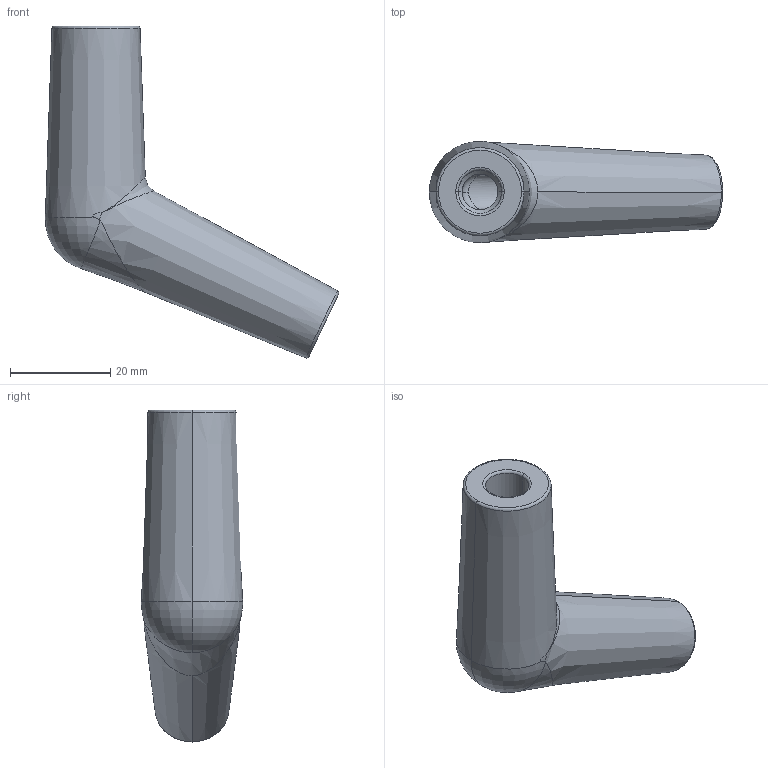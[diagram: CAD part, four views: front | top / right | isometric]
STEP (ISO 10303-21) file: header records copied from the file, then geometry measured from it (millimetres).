
FILE_DESCRIPTION (( 'STEP AP203' ), '1' );
FILE_NAME ('AB15.STEP', '2019-10-30T13:05:31', ( 'tempuser' ), ( 'Microsoft' ), 'SwSTEP 2.0', 'SolidWorks 2019', '' );
FILE_SCHEMA (( 'CONFIG_CONTROL_DESIGN' ));
Length unit declared in the file: inch
Products named in the file (1): AB15
Bounding box: 58.45 x 20.19 x 66.15 mm (x, y, z)
Volume: 18703.3 mm3; surface area: 7460.9 mm2
Topology: 1 solids, 1 shells, 58 faces, 136 edges, 72 vertices
Faces by surface type: torus 14, cylinder 14, bspline 13, cone 12, sphere 3, plane 2
Entity records: 3335 total; most frequent: CARTESIAN_POINT 2069, ORIENTED_EDGE 256, DIRECTION 248, EDGE_CURVE 128, AXIS2_PLACEMENT_3D 112, VERTEX_POINT 72, CIRCLE 66, EDGE_LOOP 60
